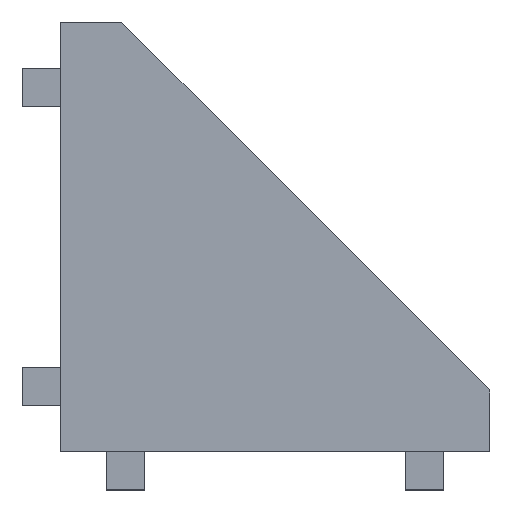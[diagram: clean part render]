
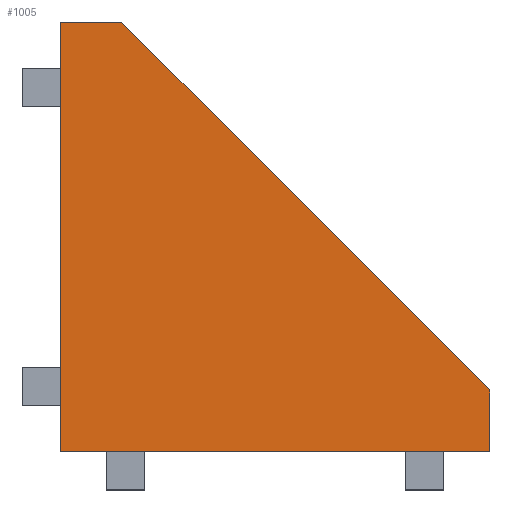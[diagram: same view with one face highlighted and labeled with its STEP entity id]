
A CAD part, top view. The second image highlights one B-rep face of the part: STEP entity #1005.
In plain terms, the highlighted planar face has unit normal (0, 0, 1).
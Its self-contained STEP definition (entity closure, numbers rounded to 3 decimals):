
#10 = VERTEX_POINT ( 'NONE', #622 ) ;
#68 = DIRECTION ( 'NONE',  ( 1., 0., 0. ) ) ;
#102 = LINE ( 'NONE', #498, #1154 ) ;
#112 = PLANE ( 'NONE',  #945 ) ;
#176 = ORIENTED_EDGE ( 'NONE', *, *, #774, .T. ) ;
#185 = ORIENTED_EDGE ( 'NONE', *, *, #405, .T. ) ;
#204 = VECTOR ( 'NONE', #1014, 1000. ) ;
#209 = CARTESIAN_POINT ( 'NONE',  ( 0., 0., 10. ) ) ;
#275 = DIRECTION ( 'NONE',  ( -1., 0., 0. ) ) ;
#317 = CARTESIAN_POINT ( 'NONE',  ( 0., 0., 10. ) ) ;
#340 = DIRECTION ( 'NONE',  ( 0., 0., 1. ) ) ;
#405 = EDGE_CURVE ( 'NONE', #476, #792, #102, .T. ) ;
#470 = CARTESIAN_POINT ( 'NONE',  ( 4., 28., 10. ) ) ;
#476 = VERTEX_POINT ( 'NONE', #815 ) ;
#498 = CARTESIAN_POINT ( 'NONE',  ( 0., 28., 10. ) ) ;
#525 = EDGE_LOOP ( 'NONE', ( #176, #530, #185, #1155, #857 ) ) ;
#530 = ORIENTED_EDGE ( 'NONE', *, *, #1254, .T. ) ;
#575 = CARTESIAN_POINT ( 'NONE',  ( 4., 28., 10. ) ) ;
#596 = VERTEX_POINT ( 'NONE', #832 ) ;
#619 = LINE ( 'NONE', #209, #204 ) ;
#622 = CARTESIAN_POINT ( 'NONE',  ( 28., 0., 10. ) ) ;
#660 = CARTESIAN_POINT ( 'NONE',  ( 4., 28., 10. ) ) ;
#684 = LINE ( 'NONE', #470, #699 ) ;
#699 = VECTOR ( 'NONE', #788, 1000. ) ;
#740 = VECTOR ( 'NONE', #846, 1000. ) ;
#763 = VERTEX_POINT ( 'NONE', #575 ) ;
#774 = EDGE_CURVE ( 'NONE', #596, #763, #684, .T. ) ;
#788 = DIRECTION ( 'NONE',  ( -0.707, 0.707, 0. ) ) ;
#792 = VERTEX_POINT ( 'NONE', #974 ) ;
#799 = VECTOR ( 'NONE', #275, 1000. ) ;
#815 = CARTESIAN_POINT ( 'NONE',  ( 0., 28., 10. ) ) ;
#832 = CARTESIAN_POINT ( 'NONE',  ( 28., 4., 10. ) ) ;
#846 = DIRECTION ( 'NONE',  ( 0., 1., 0. ) ) ;
#857 = ORIENTED_EDGE ( 'NONE', *, *, #1062, .T. ) ;
#872 = EDGE_CURVE ( 'NONE', #792, #10, #619, .T. ) ;
#889 = DIRECTION ( 'NONE',  ( 0., -1., 0. ) ) ;
#945 = AXIS2_PLACEMENT_3D ( 'NONE', #317, #340, #68 ) ;
#974 = CARTESIAN_POINT ( 'NONE',  ( 0., 0., 10. ) ) ;
#999 = FACE_OUTER_BOUND ( 'NONE', #525, .T. ) ;
#1005 = ADVANCED_FACE ( 'NONE', ( #999 ), #112, .T. ) ;
#1014 = DIRECTION ( 'NONE',  ( 1., 0., 0. ) ) ;
#1031 = CARTESIAN_POINT ( 'NONE',  ( 28., 0., 10. ) ) ;
#1053 = LINE ( 'NONE', #1031, #740 ) ;
#1055 = LINE ( 'NONE', #660, #799 ) ;
#1062 = EDGE_CURVE ( 'NONE', #10, #596, #1053, .T. ) ;
#1154 = VECTOR ( 'NONE', #889, 1000. ) ;
#1155 = ORIENTED_EDGE ( 'NONE', *, *, #872, .T. ) ;
#1254 = EDGE_CURVE ( 'NONE', #763, #476, #1055, .T. ) ;
